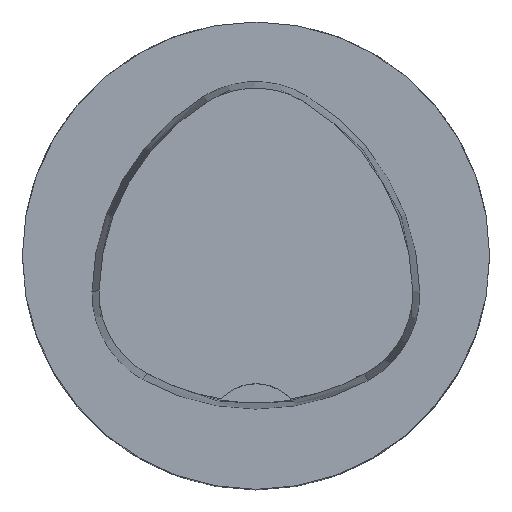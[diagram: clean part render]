
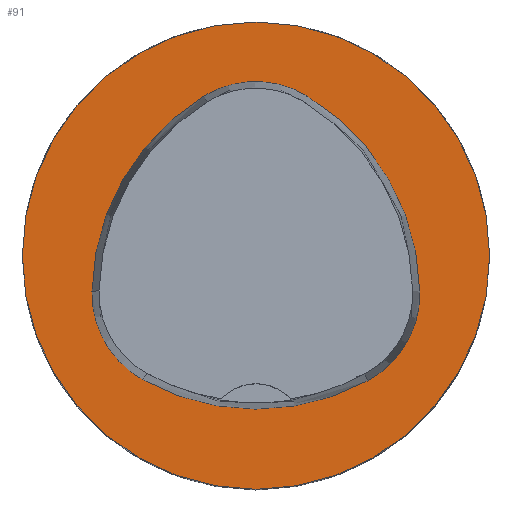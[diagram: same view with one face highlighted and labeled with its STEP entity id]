
A CAD part, top view. The second image highlights one B-rep face of the part: STEP entity #91.
In plain terms, the highlighted planar face has unit normal (0, 0, 1).
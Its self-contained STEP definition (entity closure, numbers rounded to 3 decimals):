
#46=FACE_BOUND('',#151,.T.);
#47=FACE_BOUND('',#152,.T.);
#67=PLANE('',#506);
#91=ADVANCED_FACE('',(#46,#47),#67,.T.);
#151=EDGE_LOOP('',(#266,#267,#268,#269,#270,#271));
#152=EDGE_LOOP('',(#272));
#266=ORIENTED_EDGE('',*,*,#402,.T.);
#267=ORIENTED_EDGE('',*,*,#382,.T.);
#268=ORIENTED_EDGE('',*,*,#386,.T.);
#269=ORIENTED_EDGE('',*,*,#389,.T.);
#270=ORIENTED_EDGE('',*,*,#392,.T.);
#271=ORIENTED_EDGE('',*,*,#400,.T.);
#272=ORIENTED_EDGE('',*,*,#405,.F.);
#342=VERTEX_POINT('',#704);
#343=VERTEX_POINT('',#705);
#346=VERTEX_POINT('',#713);
#348=VERTEX_POINT('',#719);
#350=VERTEX_POINT('',#725);
#357=VERTEX_POINT('',#746);
#358=VERTEX_POINT('',#756);
#382=EDGE_CURVE('',#342,#343,#438,.T.);
#386=EDGE_CURVE('',#343,#346,#440,.T.);
#389=EDGE_CURVE('',#346,#348,#442,.T.);
#392=EDGE_CURVE('',#348,#350,#444,.T.);
#400=EDGE_CURVE('',#350,#357,#448,.T.);
#402=EDGE_CURVE('',#357,#342,#450,.T.);
#405=EDGE_CURVE('',#358,#358,#453,.T.);
#438=CIRCLE('',#483,20.);
#440=CIRCLE('',#486,8.5);
#442=CIRCLE('',#489,20.);
#444=CIRCLE('',#492,8.5);
#448=CIRCLE('',#497,20.);
#450=CIRCLE('',#500,8.5);
#453=CIRCLE('',#505,20.);
#483=AXIS2_PLACEMENT_3D('',#703,#553,#554);
#486=AXIS2_PLACEMENT_3D('',#712,#561,#562);
#489=AXIS2_PLACEMENT_3D('',#718,#568,#569);
#492=AXIS2_PLACEMENT_3D('',#724,#575,#576);
#497=AXIS2_PLACEMENT_3D('',#747,#587,#588);
#500=AXIS2_PLACEMENT_3D('',#750,#593,#594);
#505=AXIS2_PLACEMENT_3D('',#755,#603,#604);
#506=AXIS2_PLACEMENT_3D('',#757,#605,#606);
#553=DIRECTION('',(0.,0.,-1.));
#554=DIRECTION('',(-1.,0.,0.));
#561=DIRECTION('',(0.,0.,-1.));
#562=DIRECTION('',(-1.,0.,0.));
#568=DIRECTION('',(0.,0.,-1.));
#569=DIRECTION('',(-1.,0.,0.));
#575=DIRECTION('',(0.,0.,-1.));
#576=DIRECTION('',(-1.,0.,0.));
#587=DIRECTION('',(0.,0.,-1.));
#588=DIRECTION('',(-1.,0.,0.));
#593=DIRECTION('',(0.,0.,-1.));
#594=DIRECTION('',(-1.,0.,0.));
#603=DIRECTION('',(0.,0.,-1.));
#604=DIRECTION('',(-1.,0.,0.));
#605=DIRECTION('',(0.,0.,1.));
#606=DIRECTION('',(1.,0.,0.));
#703=CARTESIAN_POINT('',(5.955,-3.414,0.));
#704=CARTESIAN_POINT('',(-14.041,-3.042,0.));
#705=CARTESIAN_POINT('',(-4.472,13.653,0.));
#712=CARTESIAN_POINT('',(-0.04,6.4,0.));
#713=CARTESIAN_POINT('',(4.347,13.68,0.));
#718=CARTESIAN_POINT('',(-5.976,-3.45,0.));
#719=CARTESIAN_POINT('',(14.021,-3.075,0.));
#724=CARTESIAN_POINT('',(5.522,-3.235,0.));
#725=CARTESIAN_POINT('',(9.588,-10.699,0.));
#746=CARTESIAN_POINT('',(-9.655,-10.639,0.));
#747=CARTESIAN_POINT('',(0.022,6.864,0.));
#750=CARTESIAN_POINT('',(-5.543,-3.2,0.));
#755=CARTESIAN_POINT('',(0.,0.,0.));
#756=CARTESIAN_POINT('',(-20.,0.,0.));
#757=CARTESIAN_POINT('',(0.,0.,0.));
